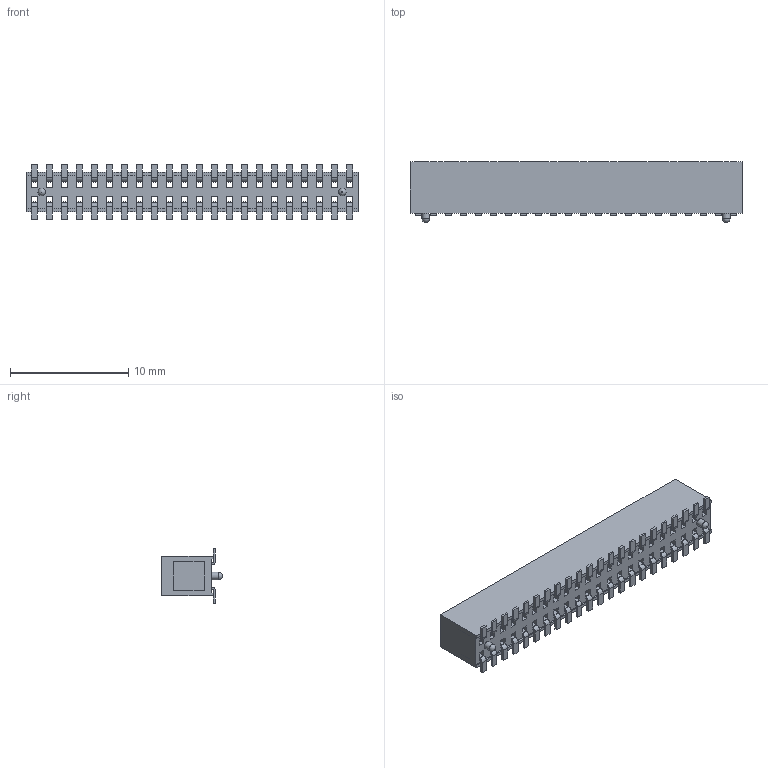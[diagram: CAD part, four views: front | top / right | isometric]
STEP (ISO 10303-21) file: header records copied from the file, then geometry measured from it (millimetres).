
FILE_DESCRIPTION(/* description */ ('STEP AP214'),/* implementation_level */ '2;1');
FILE_NAME(/* name */ 'FLE-122-01-G-DV-A',/* time_stamp */ '2024-01-12T01:33:41+01:00',/* author */ ('License CC BY-ND 4.0'),/* organization */ ('CADENAS'),/* preprocessor_version */ 'ST-DEVELOPER v19.3',/* originating_system */ 'PARTsolutions',/* authorisation */ ' ');
FILE_SCHEMA (('AUTOMOTIVE_DESIGN {1 0 10303 214 3 1 1}'));
Length unit declared in the file: inch
Products named in the file (3): FLE-122-01-G-DV-A; C-96-01-22-DV; FLE-122-01-DV-A_socket
Assembly tree (2 placements, depth 2):
  FLE-122-01-G-DV-A
    C-96-01-22-DV
    FLE-122-01-DV-A_socket
Bounding box: 28.05 x 5.13 x 4.59 mm (x, y, z)
Volume: 456.7 mm3; surface area: 1699.3 mm2
Topology: 2 solids, 2 shells, 1140 faces, 3165 edges, 2051 vertices
Faces by surface type: plane 1006, cylinder 132, torus 1, sphere 1
Full cylindrical faces by diameter (mm): 0.381 x21, 0.508 x21, 0.635 x2
Entity records: 35964 total; most frequent: CARTESIAN_POINT 6309, ORIENTED_EDGE 6234, DIRECTION 5668, EDGE_CURVE 3117, LINE 2852, VECTOR 2852, VERTEX_POINT 2049, EDGE_LOOP 1426
